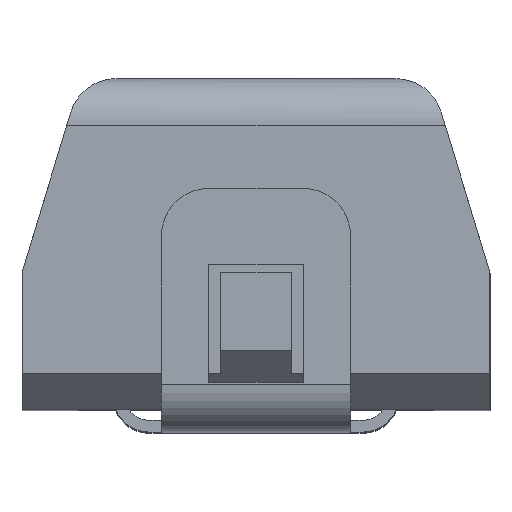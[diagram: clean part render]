
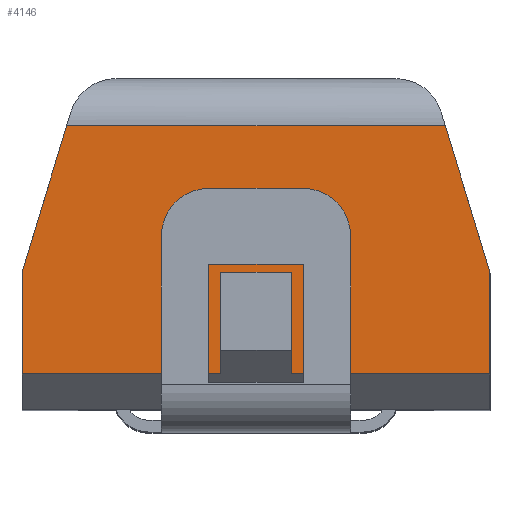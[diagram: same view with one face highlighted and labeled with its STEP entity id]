
A CAD part, top view. The second image highlights one B-rep face of the part: STEP entity #4146.
In plain terms, the highlighted face is planar.
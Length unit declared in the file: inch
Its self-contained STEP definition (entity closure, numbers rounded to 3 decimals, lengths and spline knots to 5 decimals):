
#155=PLANE('',#4448);
#343=FACE_OUTER_BOUND('',#549,.T.);
#549=EDGE_LOOP('',(#3282,#3283,#3284,#3285,#3286,#3287,#3288,#3289,#3290,
#3291));
#931=LINE('',#6292,#1437);
#934=LINE('',#6298,#1440);
#937=LINE('',#6312,#1443);
#938=LINE('',#6315,#1444);
#939=LINE('',#6317,#1445);
#940=LINE('',#6318,#1446);
#941=LINE('',#6320,#1447);
#942=LINE('',#6322,#1448);
#943=LINE('',#6324,#1449);
#944=LINE('',#6325,#1450);
#1437=VECTOR('',#5162,0.3937);
#1440=VECTOR('',#5167,0.3937);
#1443=VECTOR('',#5180,0.3937);
#1444=VECTOR('',#5183,0.3937);
#1445=VECTOR('',#5184,0.3937);
#1446=VECTOR('',#5185,0.3937);
#1447=VECTOR('',#5186,0.3937);
#1448=VECTOR('',#5187,0.3937);
#1449=VECTOR('',#5188,0.3937);
#1450=VECTOR('',#5189,0.3937);
#1916=VERTEX_POINT('',#6289);
#1917=VERTEX_POINT('',#6291);
#1919=VERTEX_POINT('',#6296);
#1921=VERTEX_POINT('',#6302);
#1925=VERTEX_POINT('',#6310);
#1926=VERTEX_POINT('',#6314);
#1927=VERTEX_POINT('',#6316);
#1928=VERTEX_POINT('',#6319);
#1929=VERTEX_POINT('',#6321);
#1930=VERTEX_POINT('',#6323);
#2401=EDGE_CURVE('',#1917,#1916,#931,.T.);
#2404=EDGE_CURVE('',#1916,#1919,#934,.T.);
#2411=EDGE_CURVE('',#1921,#1925,#937,.T.);
#2412=EDGE_CURVE('',#1926,#1919,#938,.T.);
#2413=EDGE_CURVE('',#1926,#1927,#939,.T.);
#2414=EDGE_CURVE('',#1927,#1921,#940,.T.);
#2415=EDGE_CURVE('',#1925,#1928,#941,.T.);
#2416=EDGE_CURVE('',#1929,#1928,#942,.T.);
#2417=EDGE_CURVE('',#1930,#1929,#943,.T.);
#2418=EDGE_CURVE('',#1930,#1917,#944,.T.);
#3282=ORIENTED_EDGE('',*,*,#2404,.T.);
#3283=ORIENTED_EDGE('',*,*,#2412,.F.);
#3284=ORIENTED_EDGE('',*,*,#2413,.T.);
#3285=ORIENTED_EDGE('',*,*,#2414,.T.);
#3286=ORIENTED_EDGE('',*,*,#2411,.T.);
#3287=ORIENTED_EDGE('',*,*,#2415,.T.);
#3288=ORIENTED_EDGE('',*,*,#2416,.F.);
#3289=ORIENTED_EDGE('',*,*,#2417,.F.);
#3290=ORIENTED_EDGE('',*,*,#2418,.T.);
#3291=ORIENTED_EDGE('',*,*,#2401,.T.);
#4146=ADVANCED_FACE('',(#343),#155,.T.);
#4448=AXIS2_PLACEMENT_3D('',#6313,#5181,#5182);
#5162=DIRECTION('',(1.,0.,0.));
#5167=DIRECTION('',(0.,0.,-1.));
#5180=DIRECTION('',(-1.,0.,0.));
#5181=DIRECTION('center_axis',(0.,-1.,0.));
#5182=DIRECTION('ref_axis',(1.,0.,0.));
#5183=DIRECTION('',(-1.,0.,0.));
#5184=DIRECTION('',(0.,0.,1.));
#5185=DIRECTION('',(-0.292,0.,0.957));
#5186=DIRECTION('',(-0.292,0.,-0.957));
#5187=DIRECTION('',(0.,0.,1.));
#5188=DIRECTION('',(-1.,0.,0.));
#5189=DIRECTION('',(0.,0.,1.));
#6289=CARTESIAN_POINT('',(0.114,0.185,0.058));
#6291=CARTESIAN_POINT('',(0.084,0.185,0.058));
#6292=CARTESIAN_POINT('',(0.042,0.185,0.058));
#6296=CARTESIAN_POINT('',(0.114,0.185,0.015));
#6298=CARTESIAN_POINT('',(0.114,0.185,0.0075));
#6302=CARTESIAN_POINT('',(0.1791,0.185,0.12));
#6310=CARTESIAN_POINT('',(0.0189,0.185,0.12));
#6312=CARTESIAN_POINT('',(0.,0.185,0.12));
#6313=CARTESIAN_POINT('Origin',(0.,0.185,0.));
#6314=CARTESIAN_POINT('',(0.198,0.185,0.015));
#6315=CARTESIAN_POINT('',(0.0495,0.185,0.015));
#6316=CARTESIAN_POINT('',(0.198,0.185,0.058));
#6317=CARTESIAN_POINT('',(0.198,0.185,0.));
#6318=CARTESIAN_POINT('',(0.19767,0.185,0.05908));
#6319=CARTESIAN_POINT('',(0.,0.185,0.058));
#6320=CARTESIAN_POINT('',(-0.00809,0.185,0.03147));
#6321=CARTESIAN_POINT('',(0.,0.185,0.015));
#6322=CARTESIAN_POINT('',(0.,0.185,0.));
#6323=CARTESIAN_POINT('',(0.084,0.185,0.015));
#6324=CARTESIAN_POINT('',(0.0495,0.185,0.015));
#6325=CARTESIAN_POINT('',(0.084,0.185,0.024));
